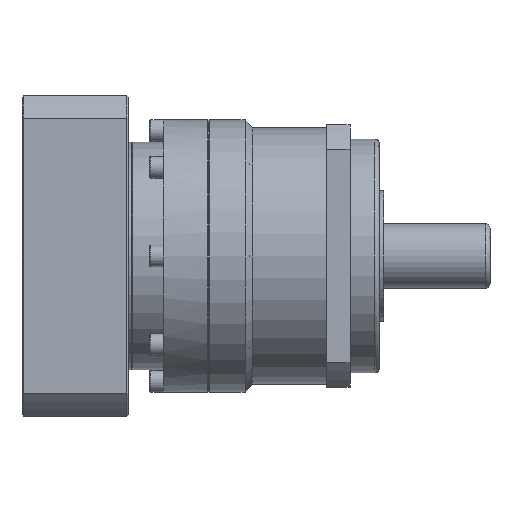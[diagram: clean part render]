
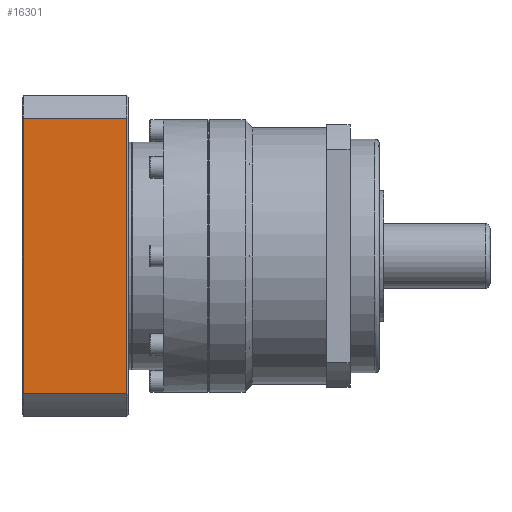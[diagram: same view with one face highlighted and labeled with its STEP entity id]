
A CAD part, front view. The second image highlights one B-rep face of the part: STEP entity #16301.
In plain terms, the highlighted planar face has unit normal (0, -1, 0).
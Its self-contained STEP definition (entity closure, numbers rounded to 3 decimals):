
#171 = FACE_OUTER_BOUND ( 'NONE', #17072, .T. ) ;
#876 = VERTEX_POINT ( 'NONE', #6873 ) ;
#1176 = LINE ( 'NONE', #7645, #12793 ) ;
#2336 = ORIENTED_EDGE ( 'NONE', *, *, #13832, .T. ) ;
#2369 = DIRECTION ( 'NONE',  ( 0., 0., -1. ) ) ;
#4000 = VECTOR ( 'NONE', #2369, 1000. ) ;
#4862 = DIRECTION ( 'NONE',  ( 0., -1., 0. ) ) ;
#5052 = ORIENTED_EDGE ( 'NONE', *, *, #19400, .T. ) ;
#5330 = CARTESIAN_POINT ( 'NONE',  ( -47.236, -55., 4. ) ) ;
#5815 = CARTESIAN_POINT ( 'NONE',  ( 47.236, -55., 39.5 ) ) ;
#5858 = DIRECTION ( 'NONE',  ( -1., 0., 0. ) ) ;
#6295 = PLANE ( 'NONE',  #8601 ) ;
#6873 = CARTESIAN_POINT ( 'NONE',  ( -47.236, -55., 39.5 ) ) ;
#7265 = VERTEX_POINT ( 'NONE', #19570 ) ;
#7645 = CARTESIAN_POINT ( 'NONE',  ( -55., -55., 39.5 ) ) ;
#7910 = EDGE_CURVE ( 'NONE', #11370, #876, #1176, .T. ) ;
#7972 = LINE ( 'NONE', #17305, #19066 ) ;
#8601 = AXIS2_PLACEMENT_3D ( 'NONE', #13863, #4862, #15324 ) ;
#9832 = VERTEX_POINT ( 'NONE', #5330 ) ;
#11370 = VERTEX_POINT ( 'NONE', #5815 ) ;
#11759 = LINE ( 'NONE', #17287, #4000 ) ;
#12524 = ORIENTED_EDGE ( 'NONE', *, *, #12864, .F. ) ;
#12793 = VECTOR ( 'NONE', #18170, 1000. ) ;
#12864 = EDGE_CURVE ( 'NONE', #7265, #9832, #15298, .T. ) ;
#13832 = EDGE_CURVE ( 'NONE', #876, #9832, #11759, .T. ) ;
#13863 = CARTESIAN_POINT ( 'NONE',  ( -55., -55., 0. ) ) ;
#15298 = LINE ( 'NONE', #16313, #19360 ) ;
#15324 = DIRECTION ( 'NONE',  ( 1., 0., 0. ) ) ;
#15776 = DIRECTION ( 'NONE',  ( 0., 0., 1. ) ) ;
#16301 = ADVANCED_FACE ( 'NONE', ( #171 ), #6295, .T. ) ;
#16313 = CARTESIAN_POINT ( 'NONE',  ( -27.5, -55., 4. ) ) ;
#17072 = EDGE_LOOP ( 'NONE', ( #17894, #2336, #12524, #5052 ) ) ;
#17287 = CARTESIAN_POINT ( 'NONE',  ( -47.236, -55., 0. ) ) ;
#17305 = CARTESIAN_POINT ( 'NONE',  ( 47.236, -55., 0. ) ) ;
#17894 = ORIENTED_EDGE ( 'NONE', *, *, #7910, .T. ) ;
#18170 = DIRECTION ( 'NONE',  ( -1., 0., 0. ) ) ;
#19066 = VECTOR ( 'NONE', #15776, 1000. ) ;
#19360 = VECTOR ( 'NONE', #5858, 1000. ) ;
#19400 = EDGE_CURVE ( 'NONE', #7265, #11370, #7972, .T. ) ;
#19570 = CARTESIAN_POINT ( 'NONE',  ( 47.236, -55., 4. ) ) ;
